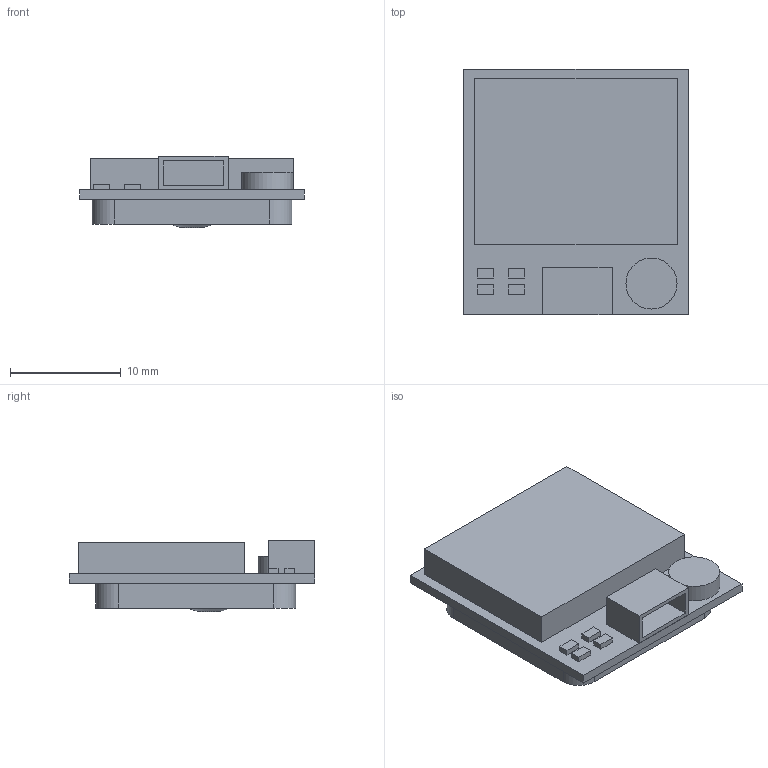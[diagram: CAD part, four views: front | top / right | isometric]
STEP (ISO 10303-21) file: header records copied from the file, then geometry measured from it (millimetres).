
FILE_DESCRIPTION(/* description */ (''),/* implementation_level */ '2;1');
FILE_NAME(/* name */ 'GPS_Modul_Beitian_BN-220.step',/* time_stamp */ '2019-02-16T23:28:25+01:00',/* author */ ('martin.rockstein'),/* organization */ (''),/* preprocessor_version */ 'ST-DEVELOPER v17.2',/* originating_system */ 'Autodesk Translation Framework v7.6.0.251',/* authorisation */ '');
FILE_SCHEMA (('AUTOMOTIVE_DESIGN { 1 0 10303 214 3 1 1 }'));
Length unit declared in the file: millimetre
Products named in the file (1): GPS_Module_Beitian_BN-220
Bounding box: 20.2 x 22.1 x 6.4 mm (x, y, z)
Volume: 1927.2 mm3; surface area: 2739.6 mm2
Topology: 9 solids, 9 shells, 62 faces, 126 edges, 84 vertices
Faces by surface type: plane 57, cylinder 4, cone 1
Full cylindrical faces by diameter (mm): 4.6 x1
Entity records: 1660 total; most frequent: CARTESIAN_POINT 273, DIRECTION 262, ORIENTED_EDGE 252, EDGE_CURVE 126, LINE 116, VECTOR 116, VERTEX_POINT 84, AXIS2_PLACEMENT_3D 73
